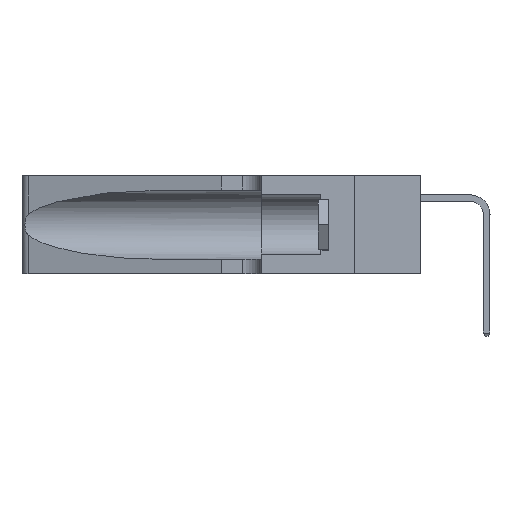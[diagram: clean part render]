
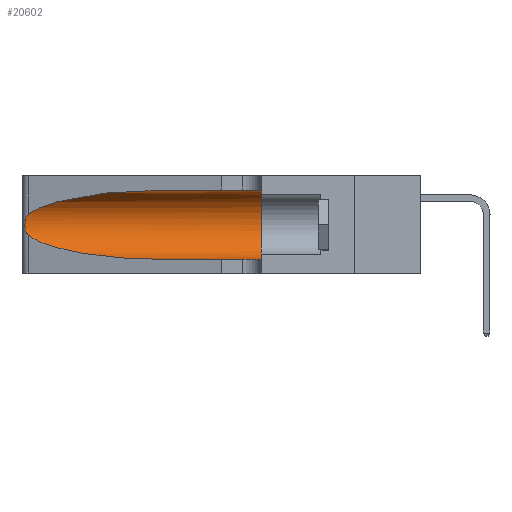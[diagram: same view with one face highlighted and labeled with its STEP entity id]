
A CAD part, left-side view. The second image highlights one B-rep face of the part: STEP entity #20602.
In plain terms, the highlighted cylindrical face has radius 3.308 mm (diameter 6.617 mm), a partial arc.
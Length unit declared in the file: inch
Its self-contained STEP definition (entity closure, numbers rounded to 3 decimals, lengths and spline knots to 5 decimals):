
#147 = EDGE_CURVE ( 'NONE', #32131, #31453, #5921, .T. ) ;
#633 = CARTESIAN_POINT ( 'NONE',  ( 0.2373, 1.15595, 0.28018 ) ) ;
#1011 = CARTESIAN_POINT ( 'NONE',  ( 0.26075, 1.23896, 0.19203 ) ) ;
#1234 = VERTEX_POINT ( 'NONE', #29954 ) ;
#3343 = VECTOR ( 'NONE', #38186, 39.37008 ) ;
#3974 = CARTESIAN_POINT ( 'NONE',  ( 0.25555, 1.22994, 0.2215 ) ) ;
#4117 = CARTESIAN_POINT ( 'NONE',  ( 0.26017, 1.23833, 0.17102 ) ) ;
#4301 = ORIENTED_EDGE ( 'NONE', *, *, #31835, .T. ) ;
#5794 = AXIS2_PLACEMENT_3D ( 'NONE', #6985, #27714, #10045 ) ;
#5921 = CIRCLE ( 'NONE', #5794, 0.13025 ) ;
#6985 = CARTESIAN_POINT ( 'NONE',  ( 0.1305, 0.35, 0.185 ) ) ;
#7186 = CARTESIAN_POINT ( 'NONE',  ( 0.25789, 1.23486, 0.15765 ) ) ;
#9355 = CARTESIAN_POINT ( 'NONE',  ( 0.1305, 0.35, 0.31525 ) ) ;
#9532 = CARTESIAN_POINT ( 'NONE',  ( 0.1305, 0.35, 0.05475 ) ) ;
#9877 = CARTESIAN_POINT ( 'NONE',  ( 0.1305, 0.72297, 0.05475 ) ) ;
#10045 = DIRECTION ( 'NONE',  ( 0., 0., 1. ) ) ;
#10251 = CARTESIAN_POINT ( 'NONE',  ( 0.25555, 1.22993, 0.14849 ) ) ;
#10778 =( BOUNDED_CURVE ( )  B_SPLINE_CURVE ( 3, ( #31554, #37412, #31686, #14074 ),
 .UNSPECIFIED., .F., .F. ) 
 B_SPLINE_CURVE_WITH_KNOTS ( ( 4, 4 ),
 ( 3.44316, 4.71239 ),
 .UNSPECIFIED. ) 
 CURVE ( )  GEOMETRIC_REPRESENTATION_ITEM ( )  RATIONAL_B_SPLINE_CURVE ( ( 1., 0.87, 0.87, 1. ) ) 
 REPRESENTATION_ITEM ( '' )  );
#11525 = B_SPLINE_CURVE_WITH_KNOTS ( 'NONE', 3,
 ( #30746, #3974, #33658, #16077, #36619, #19016, #1011, #21980, #4117, #24938, #7186, #27922, #10251, #30864 ),
 .UNSPECIFIED., .F., .F.,
 ( 4, 2, 2, 2, 2, 2, 4 ),
 ( 0., 0.00027, 0.00053, 0.00107, 0.0016, 0.00187, 0.00214 ),
 .UNSPECIFIED. ) ;
#14074 = CARTESIAN_POINT ( 'NONE',  ( 0.1305, 0.72297, 0.05475 ) ) ;
#14737 = CARTESIAN_POINT ( 'NONE',  ( 0.1305, 1.61858, 0.05475 ) ) ;
#15713 = CARTESIAN_POINT ( 'NONE',  ( 0.1305, 0.72297, 0.31525 ) ) ;
#15859 = ORIENTED_EDGE ( 'NONE', *, *, #34305, .T. ) ;
#16077 = CARTESIAN_POINT ( 'NONE',  ( 0.25787, 1.23484, 0.2124 ) ) ;
#16086 = CARTESIAN_POINT ( 'NONE',  ( 0.1305, 1.61858, 0.31525 ) ) ;
#16998 = DIRECTION ( 'NONE',  ( 0., -1., 0. ) ) ;
#17752 = VERTEX_POINT ( 'NONE', #28832 ) ;
#17798 = CYLINDRICAL_SURFACE ( 'NONE', #28096, 0.13025 ) ;
#18728 = ORIENTED_EDGE ( 'NONE', *, *, #29012, .T. ) ;
#19016 = CARTESIAN_POINT ( 'NONE',  ( 0.26018, 1.23835, 0.19895 ) ) ;
#19059 = LINE ( 'NONE', #16086, #25975 ) ;
#19955 = DIRECTION ( 'NONE',  ( 0., 0., -1. ) ) ;
#20602 = ADVANCED_FACE ( 'NONE', ( #27494 ), #17798, .F. ) ;
#21611 = ORIENTED_EDGE ( 'NONE', *, *, #147, .F. ) ;
#21632 = CARTESIAN_POINT ( 'NONE',  ( 0.25487, 1.22718, 0.22369 ) ) ;
#21980 = CARTESIAN_POINT ( 'NONE',  ( 0.26075, 1.23896, 0.178 ) ) ;
#24938 = CARTESIAN_POINT ( 'NONE',  ( 0.25856, 1.23593, 0.16098 ) ) ;
#25975 = VECTOR ( 'NONE', #27932, 39.37008 ) ;
#26636 = ORIENTED_EDGE ( 'NONE', *, *, #30407, .F. ) ;
#26950 = EDGE_LOOP ( 'NONE', ( #18728, #28765, #4301, #15859, #21611, #26636 ) ) ;
#27494 = FACE_OUTER_BOUND ( 'NONE', #26950, .T. ) ;
#27714 = DIRECTION ( 'NONE',  ( 0., 1., 0. ) ) ;
#27922 = CARTESIAN_POINT ( 'NONE',  ( 0.25639, 1.23186, 0.15144 ) ) ;
#27932 = DIRECTION ( 'NONE',  ( 0., -1., 0. ) ) ;
#28096 = AXIS2_PLACEMENT_3D ( 'NONE', #34572, #16998, #19955 ) ;
#28676 = CARTESIAN_POINT ( 'NONE',  ( 0.25487, 1.22718, 0.14631 ) ) ;
#28765 = ORIENTED_EDGE ( 'NONE', *, *, #36288, .T. ) ;
#28832 = CARTESIAN_POINT ( 'NONE',  ( 0.1305, 0.72297, 0.31525 ) ) ;
#29012 = EDGE_CURVE ( 'NONE', #17752, #1234, #37671, .T. ) ;
#29954 = CARTESIAN_POINT ( 'NONE',  ( 0.25487, 1.22718, 0.22369 ) ) ;
#30325 = VERTEX_POINT ( 'NONE', #9877 ) ;
#30407 = EDGE_CURVE ( 'NONE', #17752, #32131, #19059, .T. ) ;
#30746 = CARTESIAN_POINT ( 'NONE',  ( 0.25487, 1.22718, 0.22369 ) ) ;
#30864 = CARTESIAN_POINT ( 'NONE',  ( 0.25487, 1.22718, 0.14631 ) ) ;
#31453 = VERTEX_POINT ( 'NONE', #9532 ) ;
#31554 = CARTESIAN_POINT ( 'NONE',  ( 0.25487, 1.22718, 0.14631 ) ) ;
#31686 = CARTESIAN_POINT ( 'NONE',  ( 0.18966, 0.96281, 0.05475 ) ) ;
#31835 = EDGE_CURVE ( 'NONE', #32524, #30325, #10778, .T. ) ;
#32131 = VERTEX_POINT ( 'NONE', #9355 ) ;
#32145 = LINE ( 'NONE', #14737, #3343 ) ;
#32524 = VERTEX_POINT ( 'NONE', #28676 ) ;
#33314 = CARTESIAN_POINT ( 'NONE',  ( 0.18966, 0.96281, 0.31525 ) ) ;
#33658 = CARTESIAN_POINT ( 'NONE',  ( 0.25639, 1.23184, 0.21858 ) ) ;
#34305 = EDGE_CURVE ( 'NONE', #30325, #31453, #32145, .T. ) ;
#34572 = CARTESIAN_POINT ( 'NONE',  ( 0.1305, 1.61858, 0.185 ) ) ;
#36288 = EDGE_CURVE ( 'NONE', #1234, #32524, #11525, .T. ) ;
#36619 = CARTESIAN_POINT ( 'NONE',  ( 0.25854, 1.2359, 0.20912 ) ) ;
#37412 = CARTESIAN_POINT ( 'NONE',  ( 0.2373, 1.15595, 0.08982 ) ) ;
#37671 =( BOUNDED_CURVE ( )  B_SPLINE_CURVE ( 3, ( #15713, #33314, #633, #21632 ),
 .UNSPECIFIED., .F., .F. ) 
 B_SPLINE_CURVE_WITH_KNOTS ( ( 4, 4 ),
 ( 1.5708, 2.84003 ),
 .UNSPECIFIED. ) 
 CURVE ( )  GEOMETRIC_REPRESENTATION_ITEM ( )  RATIONAL_B_SPLINE_CURVE ( ( 1., 0.87, 0.87, 1. ) ) 
 REPRESENTATION_ITEM ( '' )  );
#38186 = DIRECTION ( 'NONE',  ( 0., -1., 0. ) ) ;
